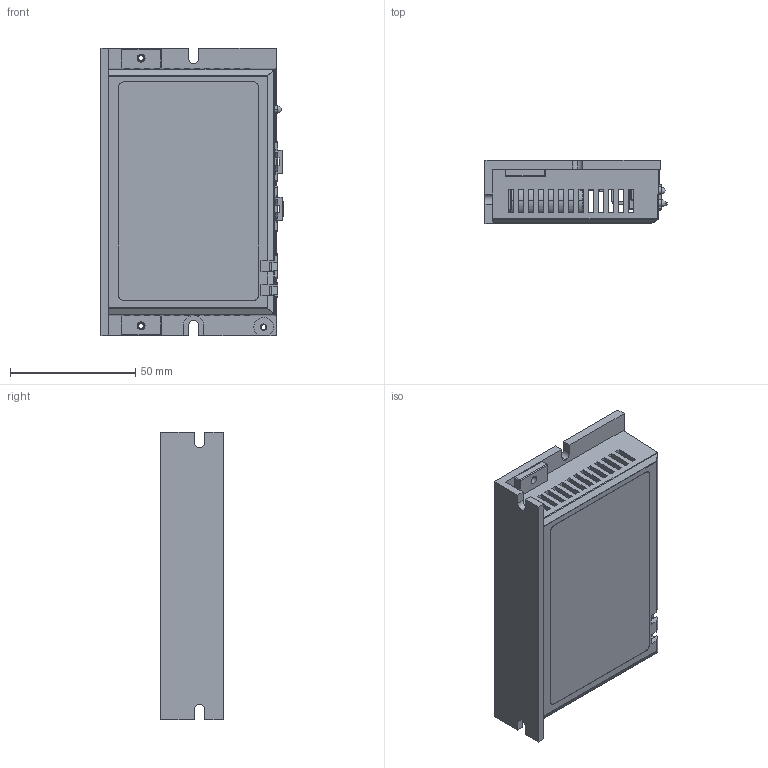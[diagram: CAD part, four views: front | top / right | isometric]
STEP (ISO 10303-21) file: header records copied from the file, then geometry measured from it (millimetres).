
FILE_DESCRIPTION (( 'STEP AP214' ), '1' );
FILE_NAME ('RS驱动器.STEP', '2017-01-10T08:38:36', ( '' ), ( '' ), 'SwSTEP 2.0', 'SolidWorks 2014', '' );
FILE_SCHEMA (( 'AUTOMOTIVE_DESIGN' ));
Length unit declared in the file: millimetre
Products named in the file (1047): 305212768; R139_1; U9_1; 305214224; C14_6; R37_4; User_Library-RESC6432X06; C76_1; 305358752; R149_1; U6_3; 305213552; 305214000; C96_1; D3_3; SW3dPS-SOD-323F_Extruded10_4; RS驱动器-PCB-board; R106_1; R6_6; 305214896; R91_1; 5018761440; R62_1; R65_1; R118_1; Extruded_43_3; R66_1; 305212880; C34_4; C45_5; C22_5; DOIDE_SMB-DEFAULT; Extruded_43_4; S04B-ZESK-2D_1; D10_1; SS经济型散热器3; C60_1; U14_1; C47_4; R38_5 ...
Assembly tree (956 placements, depth 9):
  305212768
  305212768
  305214224
  305212768
  User_Library-RESC6432X06
Bounding box: 72.74 x 25 x 115 mm (x, y, z)
Volume: 106340 mm3; surface area: 118560.8 mm2
Topology: 19 solids, 669 shells, 18324 faces, 46023 edges, 30224 vertices
Faces by surface type: plane 14537, cylinder 3286, bspline 457, cone 33, sphere 10, torus 1
Entity records: 149075 total; most frequent: CARTESIAN_POINT 30547, DIRECTION 19748, ORIENTED_EDGE 19012, EDGE_CURVE 9508, VECTOR 7204, LINE 7204, AXIS2_PLACEMENT_3D 6272, VERTEX_POINT 6238
